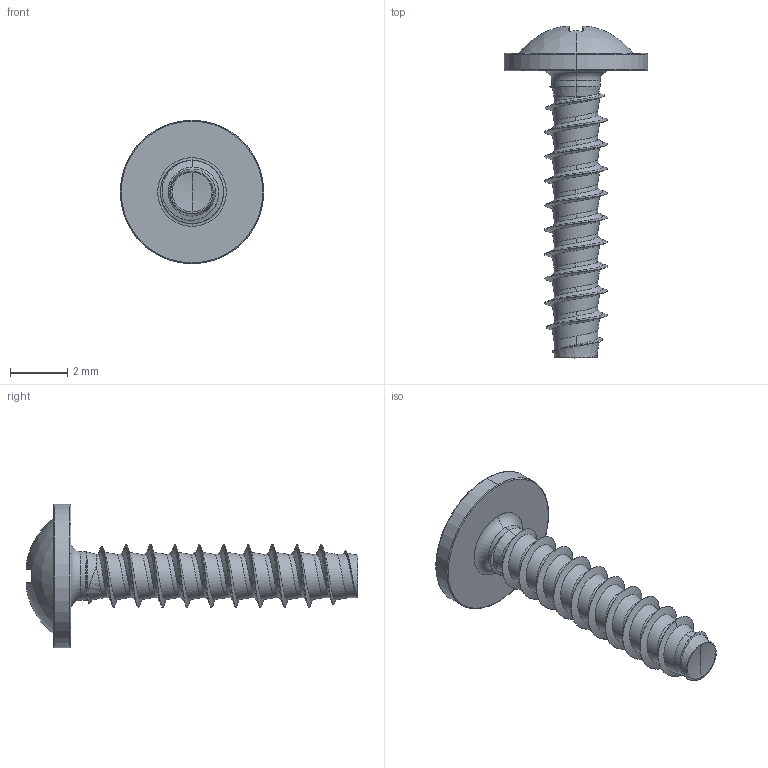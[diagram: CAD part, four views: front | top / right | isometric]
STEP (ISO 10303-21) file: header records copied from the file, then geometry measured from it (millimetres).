
FILE_DESCRIPTION (( 'STEP AP203' ), '1' );
FILE_NAME ('STP210220100.STEP', '2017-08-14T16:53:59', ( '' ), ( '' ), 'SwSTEP 2.0', 'SolidWorks 2015', '' );
FILE_SCHEMA (( 'CONFIG_CONTROL_DESIGN' ));
Length unit declared in the file: millimetre
Products named in the file (1): STP210220100
Bounding box: 5 x 11.56 x 5 mm (x, y, z)
Volume: 38.5 mm3; surface area: 133.6 mm2
Topology: 1 solids, 1 shells, 192 faces, 458 edges, 269 vertices
Faces by surface type: bspline 55, cylinder 48, plane 31, torus 30, sphere 20, cone 8
Entity records: 22092 total; most frequent: CARTESIAN_POINT 18076, ORIENTED_EDGE 912, DIRECTION 742, EDGE_CURVE 456, AXIS2_PLACEMENT_3D 325, VERTEX_POINT 269, EDGE_LOOP 195, ADVANCED_FACE 192
